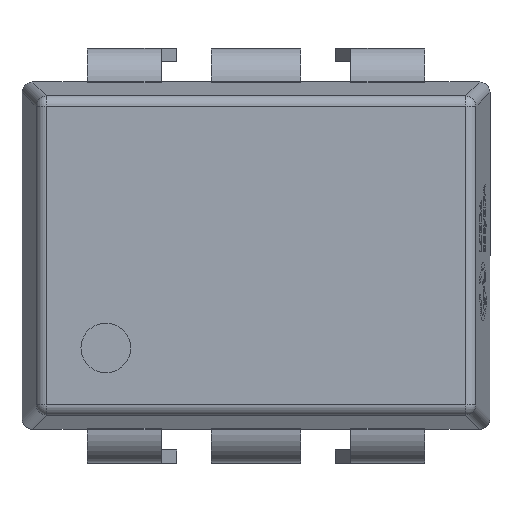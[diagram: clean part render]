
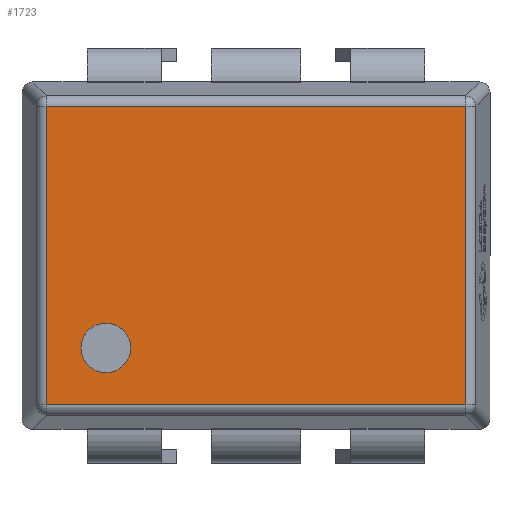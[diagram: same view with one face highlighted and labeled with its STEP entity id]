
A CAD part, top view. The second image highlights one B-rep face of the part: STEP entity #1723.
In plain terms, the highlighted planar face has unit normal (0, 0, 1).
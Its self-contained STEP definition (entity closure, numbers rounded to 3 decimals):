
#423 = DIRECTION ( 'NONE',  ( 0., 0., 1. ) ) ;
#732 = CARTESIAN_POINT ( 'NONE',  ( -3.323, -1.755, 5.08 ) ) ;
#927 = CARTESIAN_POINT ( 'NONE',  ( -3.977, 0., 5.08 ) ) ;
#1293 = LINE ( 'NONE', #927, #4761 ) ;
#1723 = ADVANCED_FACE ( 'NONE', ( #8178, #12293 ), #13359, .T. ) ;
#1986 = DIRECTION ( 'NONE',  ( -1., 0., 0. ) ) ;
#2689 = CIRCLE ( 'NONE', #11907, 0.472 ) ;
#2944 = ORIENTED_EDGE ( 'NONE', *, *, #17673, .T. ) ;
#3086 = DIRECTION ( 'NONE',  ( 0., 1., 0. ) ) ;
#3151 = EDGE_CURVE ( 'NONE', #7590, #10131, #1293, .T. ) ;
#3657 = EDGE_CURVE ( 'NONE', #15498, #4689, #7061, .T. ) ;
#4123 = DIRECTION ( 'NONE',  ( 1., 0., 0. ) ) ;
#4541 = AXIS2_PLACEMENT_3D ( 'NONE', #12199, #16074, #4123 ) ;
#4689 = VERTEX_POINT ( 'NONE', #5011 ) ;
#4761 = VECTOR ( 'NONE', #16336, 1000. ) ;
#4913 = DIRECTION ( 'NONE',  ( 0., 0., 1. ) ) ;
#5011 = CARTESIAN_POINT ( 'NONE',  ( 3.977, 2.832, 5.08 ) ) ;
#5338 = CIRCLE ( 'NONE', #11645, 0.472 ) ;
#6102 = DIRECTION ( 'NONE',  ( 1., 0., 0. ) ) ;
#6223 = ORIENTED_EDGE ( 'NONE', *, *, #3657, .T. ) ;
#6443 = CARTESIAN_POINT ( 'NONE',  ( -3.977, -2.832, 5.08 ) ) ;
#7061 = LINE ( 'NONE', #8247, #12560 ) ;
#7202 = DIRECTION ( 'NONE',  ( 1., 0., 0. ) ) ;
#7469 = CARTESIAN_POINT ( 'NONE',  ( -2.851, -1.755, 5.08 ) ) ;
#7590 = VERTEX_POINT ( 'NONE', #13943 ) ;
#8178 = FACE_OUTER_BOUND ( 'NONE', #15228, .T. ) ;
#8247 = CARTESIAN_POINT ( 'NONE',  ( 3.977, 0., 5.08 ) ) ;
#8919 = CARTESIAN_POINT ( 'NONE',  ( -2.851, -1.755, 5.08 ) ) ;
#9274 = CARTESIAN_POINT ( 'NONE',  ( 0., -2.832, 5.08 ) ) ;
#9303 = EDGE_LOOP ( 'NONE', ( #10348, #16695 ) ) ;
#9508 = ORIENTED_EDGE ( 'NONE', *, *, #3151, .T. ) ;
#10131 = VERTEX_POINT ( 'NONE', #6443 ) ;
#10348 = ORIENTED_EDGE ( 'NONE', *, *, #14378, .F. ) ;
#10549 = VECTOR ( 'NONE', #17131, 1000. ) ;
#11360 = LINE ( 'NONE', #14319, #12494 ) ;
#11645 = AXIS2_PLACEMENT_3D ( 'NONE', #8919, #4913, #6102 ) ;
#11907 = AXIS2_PLACEMENT_3D ( 'NONE', #7469, #423, #7202 ) ;
#11974 = EDGE_CURVE ( 'NONE', #10131, #15498, #15998, .T. ) ;
#12199 = CARTESIAN_POINT ( 'NONE',  ( 0., 0., 5.08 ) ) ;
#12293 = FACE_BOUND ( 'NONE', #9303, .T. ) ;
#12494 = VECTOR ( 'NONE', #1986, 1000. ) ;
#12560 = VECTOR ( 'NONE', #3086, 1000. ) ;
#13359 = PLANE ( 'NONE',  #4541 ) ;
#13639 = VERTEX_POINT ( 'NONE', #732 ) ;
#13943 = CARTESIAN_POINT ( 'NONE',  ( -3.977, 2.832, 5.08 ) ) ;
#14201 = CARTESIAN_POINT ( 'NONE',  ( -2.379, -1.755, 5.08 ) ) ;
#14319 = CARTESIAN_POINT ( 'NONE',  ( 0., 2.832, 5.08 ) ) ;
#14378 = EDGE_CURVE ( 'NONE', #15866, #13639, #5338, .T. ) ;
#14480 = ORIENTED_EDGE ( 'NONE', *, *, #11974, .T. ) ;
#15048 = CARTESIAN_POINT ( 'NONE',  ( 3.977, -2.832, 5.08 ) ) ;
#15228 = EDGE_LOOP ( 'NONE', ( #9508, #14480, #6223, #2944 ) ) ;
#15498 = VERTEX_POINT ( 'NONE', #15048 ) ;
#15826 = EDGE_CURVE ( 'NONE', #13639, #15866, #2689, .T. ) ;
#15866 = VERTEX_POINT ( 'NONE', #14201 ) ;
#15998 = LINE ( 'NONE', #9274, #10549 ) ;
#16074 = DIRECTION ( 'NONE',  ( 0., 0., 1. ) ) ;
#16336 = DIRECTION ( 'NONE',  ( 0., -1., 0. ) ) ;
#16695 = ORIENTED_EDGE ( 'NONE', *, *, #15826, .F. ) ;
#17131 = DIRECTION ( 'NONE',  ( 1., 0., 0. ) ) ;
#17673 = EDGE_CURVE ( 'NONE', #4689, #7590, #11360, .T. ) ;
